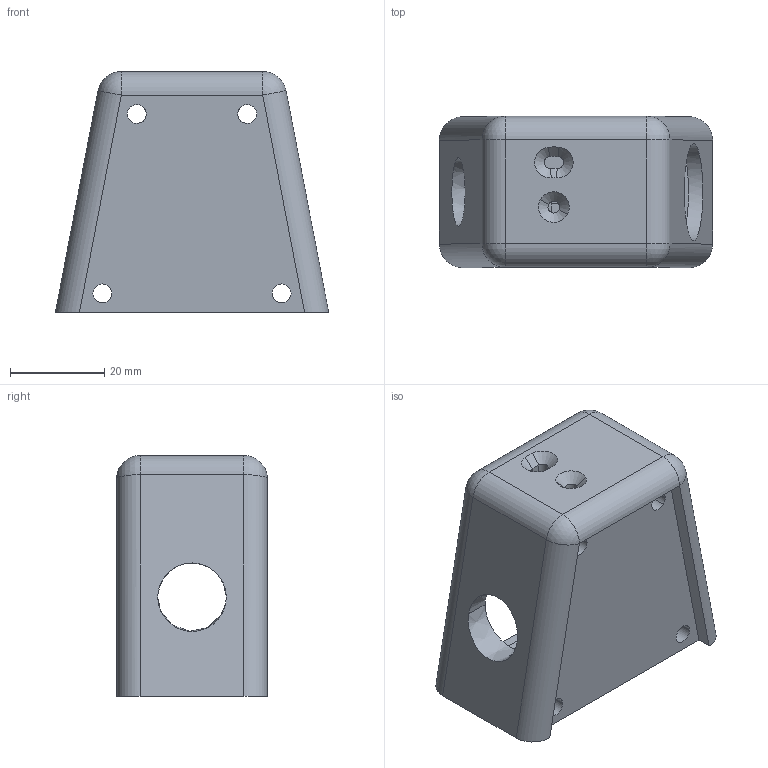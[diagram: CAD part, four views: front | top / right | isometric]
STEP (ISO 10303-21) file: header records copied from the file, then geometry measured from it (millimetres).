
FILE_DESCRIPTION(('CATIA V5 STEP Exchange'),'2;1');
FILE_NAME('chariot-sup.stp','2020-05-04T08:46:13+00:00',('none'),('none'),'CATIA Version 5 Release 19 SP 9 (IN-10)','CATIA V5 STEP AP203','none');
FILE_SCHEMA(('CONFIG_CONTROL_DESIGN'));
Length unit declared in the file: millimetre
Products named in the file (1): Part4
Bounding box: 57.89 x 32 x 51.04 mm (x, y, z)
Volume: 28053.9 mm3; surface area: 16368.8 mm2
Topology: 1 solids, 1 shells, 109 faces, 292 edges, 180 vertices
Faces by surface type: plane 58, cylinder 39, cone 6, sphere 4, extrusion 2
Entity records: 3650 total; most frequent: CARTESIAN_POINT 1014, ORIENTED_EDGE 576, DIRECTION 447, EDGE_CURVE 288, VECTOR 186, LINE 184, VERTEX_POINT 180, AXIS2_PLACEMENT_3D 165
